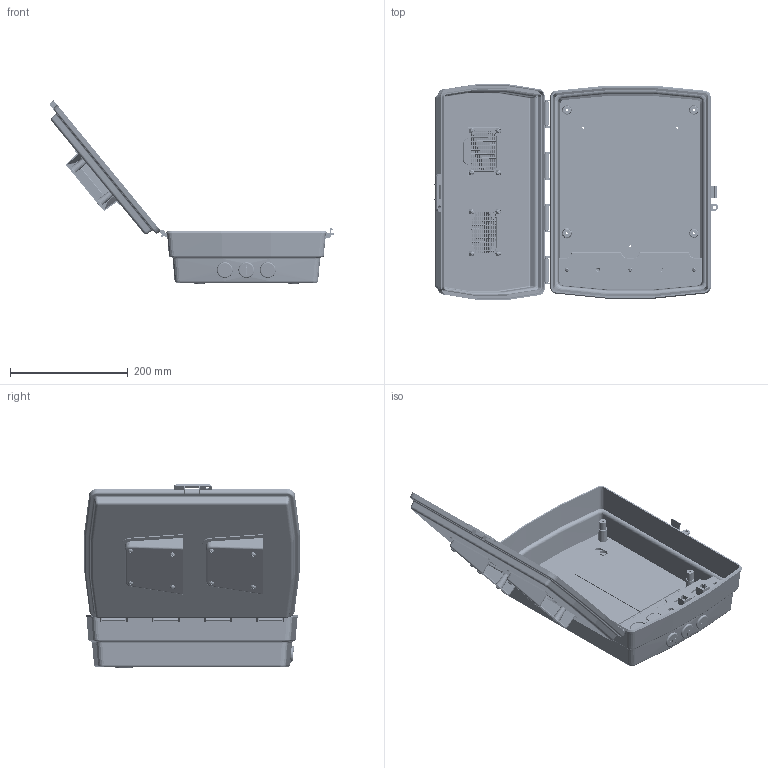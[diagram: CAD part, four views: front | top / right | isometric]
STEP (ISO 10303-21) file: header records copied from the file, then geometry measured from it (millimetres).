
FILE_DESCRIPTION (( 'STEP AP214' ), '1' );
FILE_NAME ('TEP141004-40VW.STEP', '2019-05-08T19:21:36', ( '' ), ( '' ), 'SwSTEP 2.0', 'SolidWorks 2018', '' );
FILE_SCHEMA (( 'AUTOMOTIVE_DESIGN' ));
Length unit declared in the file: inch
Products named in the file (18): 1AM07-078; NBP141004_ConduitGrommit; XFN-0026; NBP141004_outletScrew; XFN-0027; XFW-0026; NBP141004_LowerPlate; NBP141004_Box; 1AJ03-011; Fan Screen-All Wires-80x80 ALUM; HYP322 Rev-1; TEP141004-40VW; NBP141004_PanelScrew; NBP141004_Velcro tape; 1AJ02-053; NBP141004_Lid-Vented; 1AJ02-054; NBP141004_400_Panel
Assembly tree (44 placements, depth 2):
  TEP141004-40VW
    NBP141004_Box
    NBP141004_Lid-Vented
    NBP141004_ConduitGrommit  x3
    NBP141004_LowerPlate
    NBP141004_400_Panel
    NBP141004_Velcro tape  x2
    Fan Screen-All Wires-80x80 ALUM  x2
    NBP141004_PanelScrew  x3
    NBP141004_outletScrew
    XFN-0026  x8
    HYP322 Rev-1
    XFW-0026
    XFN-0027
    1AM07-078  x2
    1AJ02-053  x4
    1AJ02-054  x4
    1AJ03-011  x8
Bounding box: 483.06 x 366.88 x 312.42 mm (x, y, z)
Volume: 1142737.8 mm3; surface area: 886175.2 mm2
Topology: 222 solids, 222 shells, 4713 faces, 10368 edges, 6179 vertices
Faces by surface type: cone 1766, cylinder 1297, plane 1238, torus 268, bspline 108, sphere 36
Entity records: 97760 total; most frequent: CARTESIAN_POINT 21068, DIRECTION 12263, ORIENTED_EDGE 11114, EDGE_CURVE 5557, AXIS2_PLACEMENT_3D 4820, VERTEX_POINT 3433, EDGE_LOOP 2812, LINE 2623
